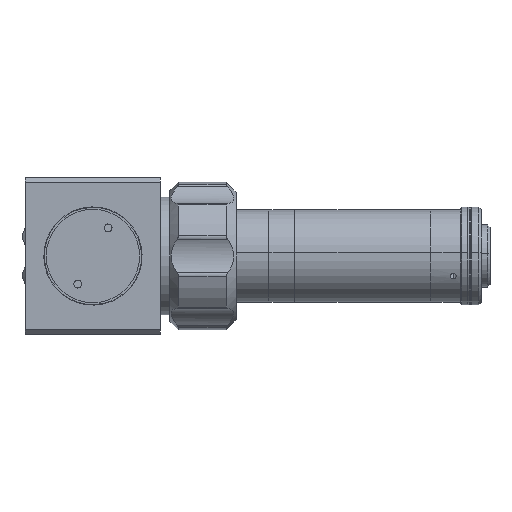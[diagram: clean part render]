
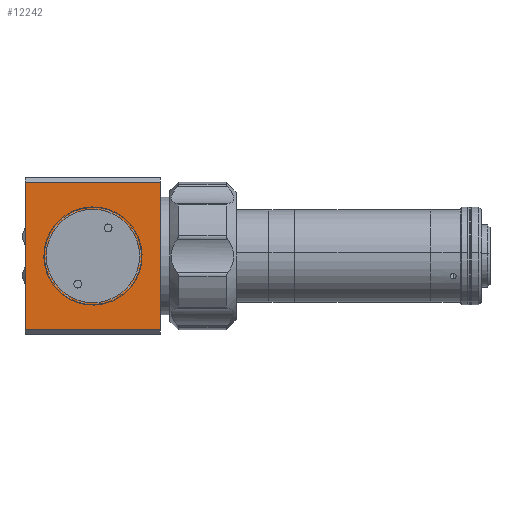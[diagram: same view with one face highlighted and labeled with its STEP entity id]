
A CAD part, front view. The second image highlights one B-rep face of the part: STEP entity #12242.
In plain terms, the highlighted planar face has unit normal (0, -1, 0).
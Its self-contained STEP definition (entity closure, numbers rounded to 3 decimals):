
#669 = CARTESIAN_POINT ( 'NONE',  ( -27.5, -27.5, 30. ) ) ;
#1142 = CARTESIAN_POINT ( 'NONE',  ( -27.5, -27.5, 30. ) ) ;
#1224 = DIRECTION ( 'NONE',  ( 0., 1., 0. ) ) ;
#1270 = CIRCLE ( 'NONE', #14241, 19. ) ;
#1792 = FACE_BOUND ( 'NONE', #17875, .T. ) ;
#1831 = ORIENTED_EDGE ( 'NONE', *, *, #2351, .T. ) ;
#2351 = EDGE_CURVE ( 'NONE', #8442, #6023, #4220, .T. ) ;
#2604 = PLANE ( 'NONE',  #8929 ) ;
#3004 = VECTOR ( 'NONE', #5828, 1000. ) ;
#3388 = CARTESIAN_POINT ( 'NONE',  ( -27.5, -27.5, -30. ) ) ;
#3466 = CARTESIAN_POINT ( 'NONE',  ( -27.5, -27.5, 32. ) ) ;
#3851 = EDGE_LOOP ( 'NONE', ( #17101, #15139, #17501, #1831 ) ) ;
#4181 = DIRECTION ( 'NONE',  ( 0., 1., 0. ) ) ;
#4220 = LINE ( 'NONE', #669, #15514 ) ;
#4364 = CARTESIAN_POINT ( 'NONE',  ( 27.5, -27.5, -30. ) ) ;
#4516 = ORIENTED_EDGE ( 'NONE', *, *, #15871, .T. ) ;
#4706 = VECTOR ( 'NONE', #17518, 1000. ) ;
#4959 = DIRECTION ( 'NONE',  ( 0., 1., 0. ) ) ;
#5120 = EDGE_CURVE ( 'NONE', #16781, #11780, #1270, .T. ) ;
#5159 = LINE ( 'NONE', #3466, #4706 ) ;
#5192 = CARTESIAN_POINT ( 'NONE',  ( 27.5, -27.5, -30. ) ) ;
#5597 = FACE_OUTER_BOUND ( 'NONE', #3851, .T. ) ;
#5828 = DIRECTION ( 'NONE',  ( 0., 0., -1. ) ) ;
#5902 = VECTOR ( 'NONE', #14306, 1000. ) ;
#5979 = ORIENTED_EDGE ( 'NONE', *, *, #5120, .T. ) ;
#6023 = VERTEX_POINT ( 'NONE', #1142 ) ;
#8327 = EDGE_CURVE ( 'NONE', #6023, #11337, #5159, .T. ) ;
#8442 = VERTEX_POINT ( 'NONE', #12310 ) ;
#8929 = AXIS2_PLACEMENT_3D ( 'NONE', #9728, #1224, #11181 ) ;
#9728 = CARTESIAN_POINT ( 'NONE',  ( -27.5, -27.5, 32. ) ) ;
#10692 = DIRECTION ( 'NONE',  ( -1., 0., 0. ) ) ;
#10825 = EDGE_CURVE ( 'NONE', #11337, #14201, #16663, .T. ) ;
#11181 = DIRECTION ( 'NONE',  ( 0., 0., 1. ) ) ;
#11337 = VERTEX_POINT ( 'NONE', #3388 ) ;
#11780 = VERTEX_POINT ( 'NONE', #12934 ) ;
#12181 = AXIS2_PLACEMENT_3D ( 'NONE', #13456, #4959, #14850 ) ;
#12242 = ADVANCED_FACE ( 'NONE', ( #1792, #5597 ), #2604, .F. ) ;
#12310 = CARTESIAN_POINT ( 'NONE',  ( 27.5, -27.5, 30. ) ) ;
#12717 = CARTESIAN_POINT ( 'NONE',  ( 0., -27.5, 0. ) ) ;
#12934 = CARTESIAN_POINT ( 'NONE',  ( 0., -27.5, -19. ) ) ;
#13456 = CARTESIAN_POINT ( 'NONE',  ( 0., -27.5, 0. ) ) ;
#14112 = DIRECTION ( 'NONE',  ( 0., 0., 1. ) ) ;
#14139 = CARTESIAN_POINT ( 'NONE',  ( 0., -27.5, 19. ) ) ;
#14201 = VERTEX_POINT ( 'NONE', #5192 ) ;
#14241 = AXIS2_PLACEMENT_3D ( 'NONE', #12717, #4181, #14112 ) ;
#14301 = CARTESIAN_POINT ( 'NONE',  ( 27.5, -27.5, 32. ) ) ;
#14306 = DIRECTION ( 'NONE',  ( 1., 0., 0. ) ) ;
#14313 = LINE ( 'NONE', #14301, #3004 ) ;
#14850 = DIRECTION ( 'NONE',  ( 0., 0., 1. ) ) ;
#15139 = ORIENTED_EDGE ( 'NONE', *, *, #10825, .T. ) ;
#15514 = VECTOR ( 'NONE', #10692, 1000. ) ;
#15871 = EDGE_CURVE ( 'NONE', #11780, #16781, #16348, .T. ) ;
#16348 = CIRCLE ( 'NONE', #12181, 19. ) ;
#16663 = LINE ( 'NONE', #4364, #5902 ) ;
#16781 = VERTEX_POINT ( 'NONE', #14139 ) ;
#17101 = ORIENTED_EDGE ( 'NONE', *, *, #8327, .T. ) ;
#17424 = EDGE_CURVE ( 'NONE', #8442, #14201, #14313, .T. ) ;
#17501 = ORIENTED_EDGE ( 'NONE', *, *, #17424, .F. ) ;
#17518 = DIRECTION ( 'NONE',  ( 0., 0., -1. ) ) ;
#17875 = EDGE_LOOP ( 'NONE', ( #5979, #4516 ) ) ;
